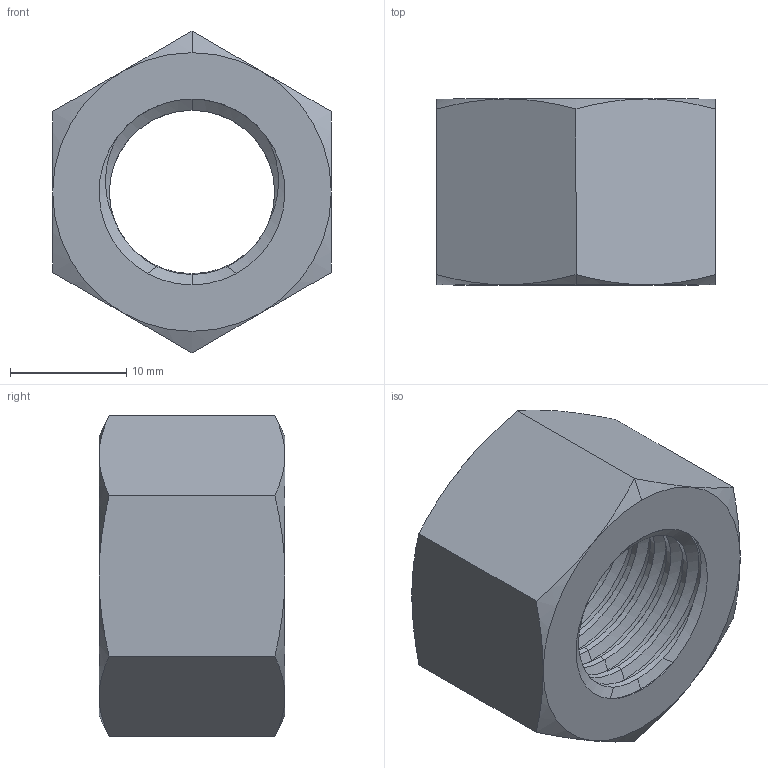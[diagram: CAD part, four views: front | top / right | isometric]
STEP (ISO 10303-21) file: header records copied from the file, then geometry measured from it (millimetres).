
FILE_DESCRIPTION (( 'STEP AP203' ), '1' );
FILE_NAME ('90725A735.step', '2006-04-28T12:39:54', ( ' ' ), ( ' ' ), 'SwSTEP 2.0', 'SolidWorks 2005235', '' );
FILE_SCHEMA (( 'CONFIG_CONTROL_DESIGN' ));
Length unit declared in the file: millimetre
Products named in the file (1): 90725A735
Bounding box: 24 x 16 x 27.71 mm (x, y, z)
Volume: 5095.4 mm3; surface area: 3055.2 mm2
Topology: 1 solids, 1 shells, 96 faces, 202 edges, 108 vertices
Faces by surface type: cone 52, cylinder 36, plane 8
Entity records: 4053 total; most frequent: CARTESIAN_POINT 2057, ORIENTED_EDGE 404, DIRECTION 384, EDGE_CURVE 202, AXIS2_PLACEMENT_3D 157, VERTEX_POINT 108, EDGE_LOOP 98, ADVANCED_FACE 96
